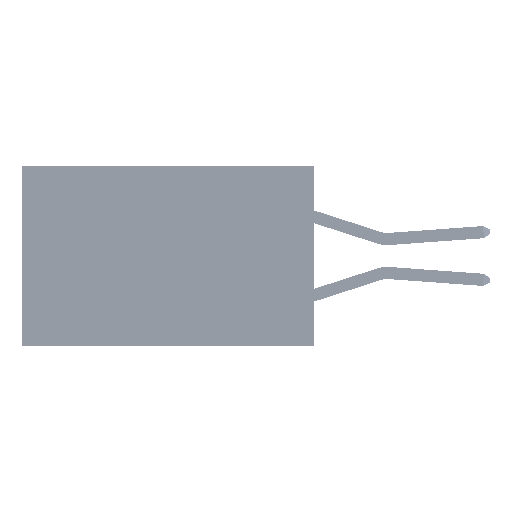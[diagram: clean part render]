
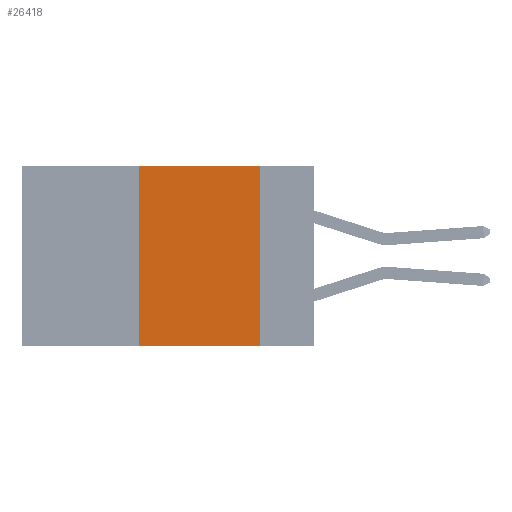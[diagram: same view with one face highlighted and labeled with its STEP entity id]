
A CAD part, left-side view. The second image highlights one B-rep face of the part: STEP entity #26418.
In plain terms, the highlighted planar face has unit normal (-1, 0, 0).
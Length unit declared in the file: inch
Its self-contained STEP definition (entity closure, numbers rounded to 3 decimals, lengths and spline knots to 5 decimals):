
#497 = DIRECTION ( 'NONE',  ( 0., 0., 1. ) ) ;
#1793 = ORIENTED_EDGE ( 'NONE', *, *, #35737, .F. ) ;
#3187 = CARTESIAN_POINT ( 'NONE',  ( 0., 0.6, 0. ) ) ;
#3629 = DIRECTION ( 'NONE',  ( 0., 0., -1. ) ) ;
#5553 = EDGE_CURVE ( 'NONE', #11143, #45798, #10976, .T. ) ;
#6479 = VECTOR ( 'NONE', #17376, 39.37008 ) ;
#7416 = CARTESIAN_POINT ( 'NONE',  ( 0., 0.11, 0. ) ) ;
#9328 = ORIENTED_EDGE ( 'NONE', *, *, #32163, .T. ) ;
#10976 = LINE ( 'NONE', #7416, #26737 ) ;
#11143 = VERTEX_POINT ( 'NONE', #40598 ) ;
#14157 = LINE ( 'NONE', #38930, #27433 ) ;
#14666 = ORIENTED_EDGE ( 'NONE', *, *, #5553, .F. ) ;
#14715 = FACE_OUTER_BOUND ( 'NONE', #37222, .T. ) ;
#15981 = VERTEX_POINT ( 'NONE', #17301 ) ;
#17005 = VECTOR ( 'NONE', #497, 39.37008 ) ;
#17301 = CARTESIAN_POINT ( 'NONE',  ( 0., 0.36, 0. ) ) ;
#17376 = DIRECTION ( 'NONE',  ( 0., -1., 0. ) ) ;
#18128 = AXIS2_PLACEMENT_3D ( 'NONE', #39957, #36169, #18475 ) ;
#18475 = DIRECTION ( 'NONE',  ( 0., 0., -1. ) ) ;
#20844 = EDGE_CURVE ( 'NONE', #15981, #11143, #37731, .T. ) ;
#21794 = PLANE ( 'NONE',  #18128 ) ;
#24624 = LINE ( 'NONE', #36392, #17005 ) ;
#26418 = ADVANCED_FACE ( 'NONE', ( #14715 ), #21794, .F. ) ;
#26737 = VECTOR ( 'NONE', #3629, 39.37008 ) ;
#27433 = VECTOR ( 'NONE', #39400, 39.37008 ) ;
#27479 = VERTEX_POINT ( 'NONE', #41042 ) ;
#32163 = EDGE_CURVE ( 'NONE', #27479, #45798, #14157, .T. ) ;
#35737 = EDGE_CURVE ( 'NONE', #27479, #15981, #24624, .T. ) ;
#36169 = DIRECTION ( 'NONE',  ( 1., 0., 0. ) ) ;
#36392 = CARTESIAN_POINT ( 'NONE',  ( 0., 0.36, 0. ) ) ;
#37222 = EDGE_LOOP ( 'NONE', ( #14666, #37985, #1793, #9328 ) ) ;
#37731 = LINE ( 'NONE', #3187, #6479 ) ;
#37985 = ORIENTED_EDGE ( 'NONE', *, *, #20844, .F. ) ;
#38930 = CARTESIAN_POINT ( 'NONE',  ( 0., 0.6, -0.37 ) ) ;
#39400 = DIRECTION ( 'NONE',  ( 0., -1., 0. ) ) ;
#39957 = CARTESIAN_POINT ( 'NONE',  ( 0., 0.6, 0. ) ) ;
#40253 = CARTESIAN_POINT ( 'NONE',  ( 0., 0.11, -0.37 ) ) ;
#40598 = CARTESIAN_POINT ( 'NONE',  ( 0., 0.11, 0. ) ) ;
#41042 = CARTESIAN_POINT ( 'NONE',  ( 0., 0.36, -0.37 ) ) ;
#45798 = VERTEX_POINT ( 'NONE', #40253 ) ;
